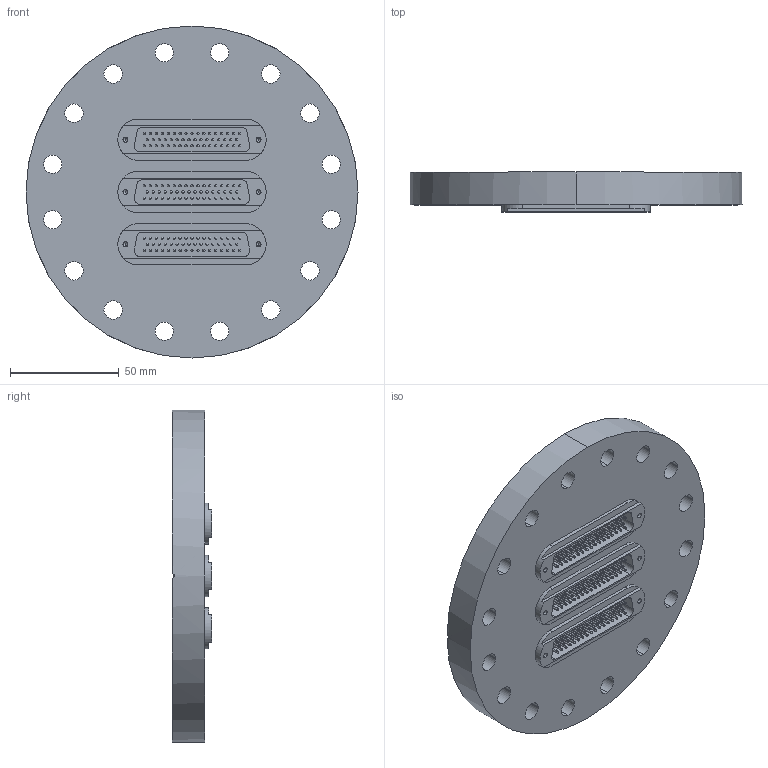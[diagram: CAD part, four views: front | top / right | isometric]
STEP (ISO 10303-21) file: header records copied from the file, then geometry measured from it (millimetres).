
FILE_DESCRIPTION (( 'STEP AP214' ), '1' );
FILE_NAME ('210-D50-C100-3.STEP', '2016-09-21T13:02:06', ( 'allectra' ), ( 'Microsoft' ), 'SwSTEP 2.0', 'SolidWorks 2014', '' );
FILE_SCHEMA (( 'AUTOMOTIVE_DESIGN' ));
Length unit declared in the file: millimetre
Products named in the file (159): 9210-PIN-FENI; 9218-D50-SS; 9210-D50-C100-3; 210-D50-C100-3; 218-D50-SS_218-D50-SS; 9210-PIN-FENI_Pin vergoldet; 9218-D50-SS_50 pin 1mm; 9210-D50-C100-3_CF100
Assembly tree (55 placements, depth 3):
  9210-PIN-FENI
  9210-PIN-FENI
  9210-PIN-FENI
  9210-PIN-FENI
  9210-PIN-FENI
Bounding box: 152.4 x 18.2 x 152.4 mm (x, y, z)
Volume: 230728.3 mm3; surface area: 78228.7 mm2
Topology: 154 solids, 154 shells, 1105 faces, 3236 edges, 2136 vertices
Faces by surface type: cylinder 704, sphere 300, plane 73, cone 28
Entity records: 9640 total; most frequent: DIRECTION 1464, CARTESIAN_POINT 1307, ORIENTED_EDGE 1172, AXIS2_PLACEMENT_3D 611, EDGE_CURVE 586, VERTEX_POINT 388, EDGE_LOOP 356, CIRCLE 340
